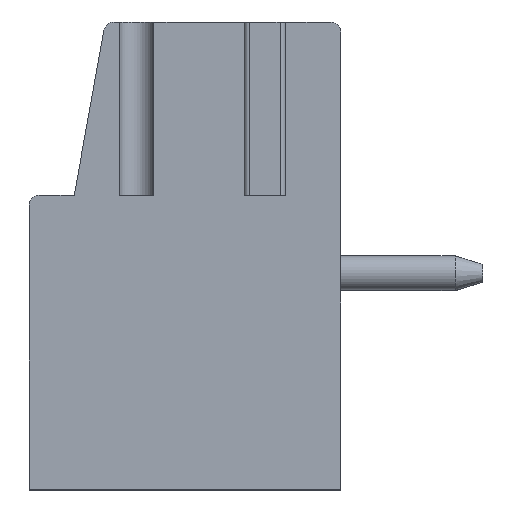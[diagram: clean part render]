
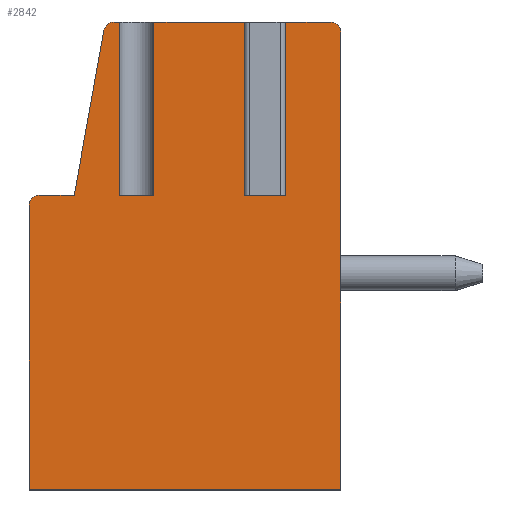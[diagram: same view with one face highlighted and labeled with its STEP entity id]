
A CAD part, top view. The second image highlights one B-rep face of the part: STEP entity #2842.
In plain terms, the highlighted planar face has unit normal (0, 0, 1).
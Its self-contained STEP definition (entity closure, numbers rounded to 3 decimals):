
#52=DIRECTION('',(1.,0.,0.));
#53=VECTOR('',#52,1.);
#54=CARTESIAN_POINT('',(-1.9,3.36,7.5));
#55=LINE('',#54,#53);
#56=DIRECTION('',(0.,1.,0.));
#57=VECTOR('',#56,5.);
#58=CARTESIAN_POINT('',(-0.9,3.36,7.5));
#59=LINE('',#58,#57);
#60=DIRECTION('',(-1.,0.,0.));
#61=VECTOR('',#60,2.8);
#62=CARTESIAN_POINT('',(1.9,8.36,7.5));
#63=LINE('',#62,#61);
#64=DIRECTION('',(0.,1.,0.));
#65=VECTOR('',#64,5.);
#66=CARTESIAN_POINT('',(1.9,3.36,7.5));
#67=LINE('',#66,#65);
#68=DIRECTION('',(1.,0.,0.));
#69=VECTOR('',#68,0.8);
#70=CARTESIAN_POINT('',(1.9,3.36,7.5));
#71=LINE('',#70,#69);
#72=DIRECTION('',(0.,1.,0.));
#73=VECTOR('',#72,5.);
#74=CARTESIAN_POINT('',(2.7,3.36,7.5));
#75=LINE('',#74,#73);
#76=DIRECTION('',(-1.,0.,0.));
#77=VECTOR('',#76,1.5);
#78=CARTESIAN_POINT('',(4.2,8.36,7.5));
#79=LINE('',#78,#77);
#80=CARTESIAN_POINT('',(4.2,8.06,7.5));
#81=DIRECTION('',(0.,0.,1.));
#82=DIRECTION('',(1.,0.,0.));
#83=AXIS2_PLACEMENT_3D('',#80,#81,#82);
#85=DIRECTION('',(0.,1.,0.));
#86=VECTOR('',#85,13.2);
#87=CARTESIAN_POINT('',(4.5,-5.14,7.5));
#88=LINE('',#87,#86);
#89=DIRECTION('',(1.,0.,0.));
#90=VECTOR('',#89,9.);
#91=CARTESIAN_POINT('',(-4.5,-5.14,7.5));
#92=LINE('',#91,#90);
#93=DIRECTION('',(0.,-1.,0.));
#94=VECTOR('',#93,8.2);
#95=CARTESIAN_POINT('',(-4.5,3.06,7.5));
#96=LINE('',#95,#94);
#97=CARTESIAN_POINT('',(-4.2,3.06,7.5));
#98=DIRECTION('',(0.,0.,1.));
#99=DIRECTION('',(0.,1.,0.));
#100=AXIS2_PLACEMENT_3D('',#97,#98,#99);
#102=DIRECTION('',(-1.,0.,0.));
#103=VECTOR('',#102,1.);
#104=CARTESIAN_POINT('',(-3.2,3.36,7.5));
#105=LINE('',#104,#103);
#106=DIRECTION('',(-0.177,-0.984,0.));
#107=VECTOR('',#106,4.829);
#108=CARTESIAN_POINT('',(-2.345,8.113,7.5));
#109=LINE('',#108,#107);
#110=CARTESIAN_POINT('',(-2.05,8.06,7.5));
#111=DIRECTION('',(0.,0.,1.));
#112=DIRECTION('',(0.,1.,0.));
#113=AXIS2_PLACEMENT_3D('',#110,#111,#112);
#115=DIRECTION('',(-1.,0.,0.));
#116=VECTOR('',#115,0.15);
#117=CARTESIAN_POINT('',(-1.9,8.36,7.5));
#118=LINE('',#117,#116);
#119=DIRECTION('',(0.,1.,0.));
#120=VECTOR('',#119,5.);
#121=CARTESIAN_POINT('',(-1.9,3.36,7.5));
#122=LINE('',#121,#120);
#2192=CARTESIAN_POINT('',(4.5,-5.14,7.5));
#2193=CARTESIAN_POINT('',(4.5,8.06,7.5));
#2194=VERTEX_POINT('',#2192);
#2195=VERTEX_POINT('',#2193);
#2196=CARTESIAN_POINT('',(4.2,8.36,7.5));
#2197=VERTEX_POINT('',#2196);
#2198=CARTESIAN_POINT('',(-2.05,8.36,7.5));
#2199=CARTESIAN_POINT('',(-2.345,8.113,7.5));
#2200=VERTEX_POINT('',#2198);
#2201=VERTEX_POINT('',#2199);
#2202=CARTESIAN_POINT('',(-3.2,3.36,7.5));
#2203=VERTEX_POINT('',#2202);
#2204=CARTESIAN_POINT('',(-4.2,3.36,7.5));
#2205=VERTEX_POINT('',#2204);
#2206=CARTESIAN_POINT('',(-4.5,3.06,7.5));
#2207=VERTEX_POINT('',#2206);
#2208=CARTESIAN_POINT('',(-4.5,-5.14,7.5));
#2209=VERTEX_POINT('',#2208);
#2497=CARTESIAN_POINT('',(1.9,3.36,7.5));
#2498=CARTESIAN_POINT('',(2.7,3.36,7.5));
#2499=VERTEX_POINT('',#2497);
#2500=VERTEX_POINT('',#2498);
#2501=CARTESIAN_POINT('',(2.7,8.36,7.5));
#2502=VERTEX_POINT('',#2501);
#2503=CARTESIAN_POINT('',(1.9,8.36,7.5));
#2504=VERTEX_POINT('',#2503);
#2525=CARTESIAN_POINT('',(-1.9,3.36,7.5));
#2526=CARTESIAN_POINT('',(-0.9,3.36,7.5));
#2527=VERTEX_POINT('',#2525);
#2528=VERTEX_POINT('',#2526);
#2529=CARTESIAN_POINT('',(-0.9,8.36,7.5));
#2530=VERTEX_POINT('',#2529);
#2531=CARTESIAN_POINT('',(-1.9,8.36,7.5));
#2532=VERTEX_POINT('',#2531);
#2801=CARTESIAN_POINT('',(0.,0.,7.5));
#2802=DIRECTION('',(0.,0.,1.));
#2803=DIRECTION('',(1.,0.,0.));
#2804=AXIS2_PLACEMENT_3D('',#2801,#2802,#2803);
#2805=PLANE('',#2804);
#2807=ORIENTED_EDGE('',*,*,#2806,.T.);
#2809=ORIENTED_EDGE('',*,*,#2808,.T.);
#2811=ORIENTED_EDGE('',*,*,#2810,.F.);
#2813=ORIENTED_EDGE('',*,*,#2812,.F.);
#2815=ORIENTED_EDGE('',*,*,#2814,.T.);
#2817=ORIENTED_EDGE('',*,*,#2816,.T.);
#2819=ORIENTED_EDGE('',*,*,#2818,.F.);
#2821=ORIENTED_EDGE('',*,*,#2820,.F.);
#2823=ORIENTED_EDGE('',*,*,#2822,.F.);
#2825=ORIENTED_EDGE('',*,*,#2824,.F.);
#2827=ORIENTED_EDGE('',*,*,#2826,.F.);
#2829=ORIENTED_EDGE('',*,*,#2828,.F.);
#2831=ORIENTED_EDGE('',*,*,#2830,.F.);
#2833=ORIENTED_EDGE('',*,*,#2832,.F.);
#2835=ORIENTED_EDGE('',*,*,#2834,.F.);
#2837=ORIENTED_EDGE('',*,*,#2836,.F.);
#2839=ORIENTED_EDGE('',*,*,#2838,.F.);
#2840=EDGE_LOOP('',(#2807,#2809,#2811,#2813,#2815,#2817,#2819,#2821,#2823,#2825,
#2827,#2829,#2831,#2833,#2835,#2837,#2839));
#2841=FACE_OUTER_BOUND('',#2840,.F.);
#84=CIRCLE('',#83,0.3);
#101=CIRCLE('',#100,0.3);
#114=CIRCLE('',#113,0.3);
#2806=EDGE_CURVE('',#2527,#2528,#55,.T.);
#2808=EDGE_CURVE('',#2528,#2530,#59,.T.);
#2810=EDGE_CURVE('',#2504,#2530,#63,.T.);
#2812=EDGE_CURVE('',#2499,#2504,#67,.T.);
#2814=EDGE_CURVE('',#2499,#2500,#71,.T.);
#2816=EDGE_CURVE('',#2500,#2502,#75,.T.);
#2818=EDGE_CURVE('',#2197,#2502,#79,.T.);
#2820=EDGE_CURVE('',#2195,#2197,#84,.T.);
#2822=EDGE_CURVE('',#2194,#2195,#88,.T.);
#2824=EDGE_CURVE('',#2209,#2194,#92,.T.);
#2826=EDGE_CURVE('',#2207,#2209,#96,.T.);
#2828=EDGE_CURVE('',#2205,#2207,#101,.T.);
#2830=EDGE_CURVE('',#2203,#2205,#105,.T.);
#2832=EDGE_CURVE('',#2201,#2203,#109,.T.);
#2834=EDGE_CURVE('',#2200,#2201,#114,.T.);
#2836=EDGE_CURVE('',#2532,#2200,#118,.T.);
#2838=EDGE_CURVE('',#2527,#2532,#122,.T.);
#2842=ADVANCED_FACE('',(#2841),#2805,.T.);
